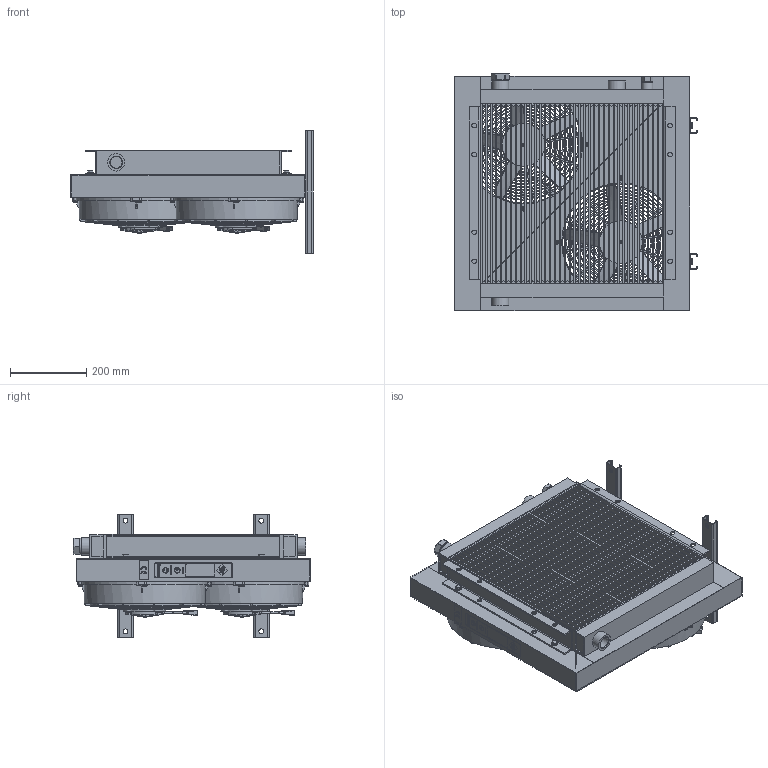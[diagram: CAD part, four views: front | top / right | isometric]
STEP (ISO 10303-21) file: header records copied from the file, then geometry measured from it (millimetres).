
FILE_DESCRIPTION((''),'2;1');
FILE_NAME('LDC-023-A-0-00-000-0-0.stp','2008-06-04T09:03:26',('smasc'),(''),'Autodesk Inventor 2008','Autodesk Inventor 2008','');
FILE_SCHEMA(('AUTOMOTIVE_DESIGN { 1 0 10303 214 1 1 1 1 }'));
Length unit declared in the file: millimetre
Products named in the file (1): Part2
Bounding box: 635.01 x 622.5 x 320 mm (x, y, z)
Volume: 9139018.2 mm3; surface area: 4811968.7 mm2
Topology: 49 solids, 49 shells, 4826 faces, 13105 edges, 8603 vertices
Faces by surface type: plane 2621, cylinder 1039, cone 715, bspline 351, torus 84, sphere 16
Full cylindrical faces by diameter (mm): 2 x1, 3.222 x1, 3.822 x1, 4.567 x16, 5 x24, 6 x32, 6.4 x8, 8 x18, 8.4 x8, 8.88 x7, 11.63 x8, 12 x9, 13.2 x2, 15 x2, 16 x8, 18.631 x1, 20 x2, 21 x2, 22 x1, 28.5 x1, 30 x1, 30.291 x1, 31 x1, 35 x2, 36 x1, 39 x2, 43 x1, 45 x3, 112 x2, 305 x2
Entity records: 163039 total; most frequent: CARTESIAN_POINT 40395, ORIENTED_EDGE 25346, DIRECTION 23124, EDGE_CURVE 12673, VERTEX_POINT 8493, AXIS2_PLACEMENT_3D 7817, VECTOR 7490, LINE 7490
